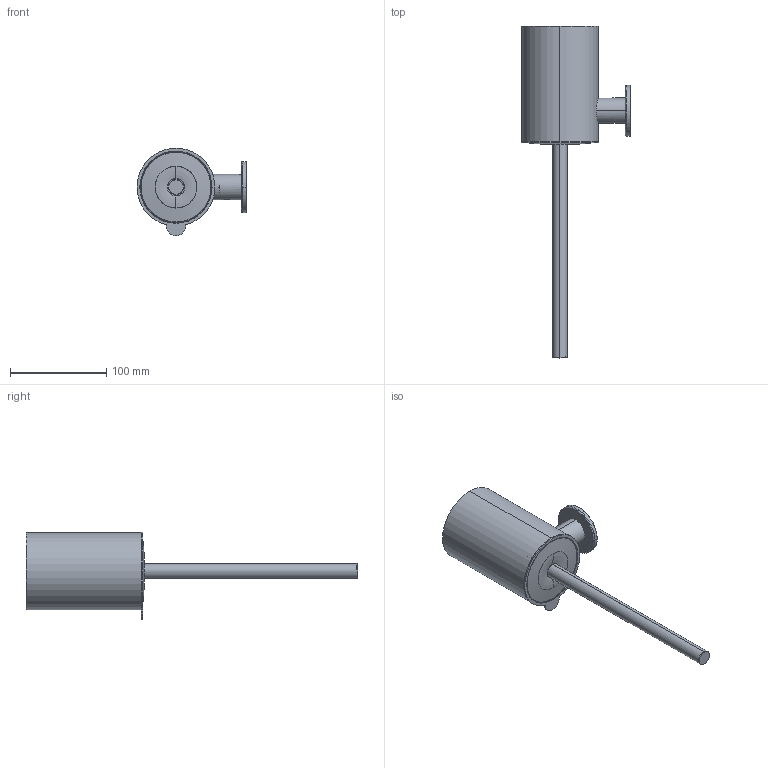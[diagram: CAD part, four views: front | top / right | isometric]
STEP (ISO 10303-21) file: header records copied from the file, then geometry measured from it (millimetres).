
FILE_DESCRIPTION (( 'STEP AP203' ), '1' );
FILE_NAME ('ASM14.stp', '2021-05-14T05:21:03', ( '' ), ( '' ), 'SwSTEP 2.0', 'SolidWorks 2021', '' );
FILE_SCHEMA (( 'CONFIG_CONTROL_DESIGN' ));
Length unit declared in the file: millimetre
Products named in the file (15): PT3705; PMTST03; PDP1512515; MTS02_ASM; PLSSG01; PQ330503; ASM14; PQ35020; Q3P_ASM; PQ330503_2; PLSDJ0507; PQ35000; PMT003-04; PMT003-01; PMT003-03
Assembly tree (14 placements, depth 3):
  ASM14
    PMT003-01
    PQ330503
    PQ330503_2
    PMT003-04
    MTS02_ASM
      PMTST03
      PDP1512515
      PLSSG01
      PT3705
      PMT003-03
    Q3P_ASM
      PQ35020
      PQ35000
      PLSDJ0507
Bounding box: 114.06 x 345 x 90.81 mm (x, y, z)
Volume: 356770 mm3; surface area: 191855.9 mm2
Topology: 11 solids, 12 shells, 478 faces, 1235 edges, 754 vertices
Faces by surface type: cylinder 218, bspline 129, plane 97, cone 30, torus 4
Entity records: 25600 total; most frequent: CARTESIAN_POINT 13533, ORIENTED_EDGE 2376, DIRECTION 1962, EDGE_CURVE 1190, AXIS2_PLACEMENT_3D 793, VERTEX_POINT 754, EDGE_LOOP 514, FACE_OUTER_BOUND 478
